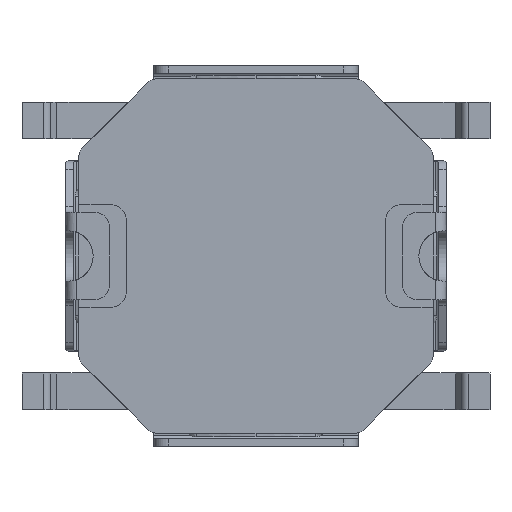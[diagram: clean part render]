
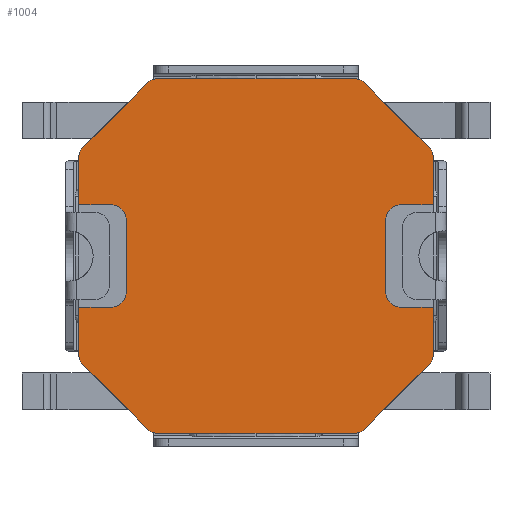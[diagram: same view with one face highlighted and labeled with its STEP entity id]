
A CAD part, front view. The second image highlights one B-rep face of the part: STEP entity #1004.
In plain terms, the highlighted planar face has unit normal (0, -1, 0).
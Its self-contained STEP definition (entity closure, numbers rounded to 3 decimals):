
#1004=ADVANCED_FACE('NONE',(#2062),#2063,.T.);
#2062=FACE_OUTER_BOUND('',#3288,.T.);
#2063=PLANE('',#3289);
#3288=EDGE_LOOP('',(#6176,#6177,#6178,#6179,#6180,#6181,#6182,#6183,#6184,#6185,#6186,#6187,#6188,#6189,#6190,#6191,#6192,#6193,#6194,#6195,#6196,#6197,#6198,#6199,#6200,#6201,#6202,#6203));
#3289=AXIS2_PLACEMENT_3D('',#6204,#6205,#6206);
#6176=ORIENTED_EDGE('',*,*,#7810,.F.);
#6177=ORIENTED_EDGE('',*,*,#7798,.T.);
#6178=ORIENTED_EDGE('',*,*,#7794,.T.);
#6179=ORIENTED_EDGE('',*,*,#7790,.T.);
#6180=ORIENTED_EDGE('',*,*,#7702,.F.);
#6181=ORIENTED_EDGE('',*,*,#7707,.F.);
#6182=ORIENTED_EDGE('',*,*,#7811,.T.);
#6183=ORIENTED_EDGE('',*,*,#7716,.T.);
#6184=ORIENTED_EDGE('',*,*,#7812,.T.);
#6185=ORIENTED_EDGE('',*,*,#7712,.T.);
#6186=ORIENTED_EDGE('',*,*,#7813,.T.);
#6187=ORIENTED_EDGE('',*,*,#7676,.F.);
#6188=ORIENTED_EDGE('',*,*,#7814,.F.);
#6189=ORIENTED_EDGE('',*,*,#7680,.F.);
#6190=ORIENTED_EDGE('',*,*,#7815,.F.);
#6191=ORIENTED_EDGE('',*,*,#7670,.T.);
#6192=ORIENTED_EDGE('',*,*,#7665,.T.);
#6193=ORIENTED_EDGE('',*,*,#7741,.F.);
#6194=ORIENTED_EDGE('',*,*,#7745,.F.);
#6195=ORIENTED_EDGE('',*,*,#7749,.F.);
#6196=ORIENTED_EDGE('',*,*,#7816,.T.);
#6197=ORIENTED_EDGE('',*,*,#7758,.T.);
#6198=ORIENTED_EDGE('',*,*,#7817,.T.);
#6199=ORIENTED_EDGE('',*,*,#7754,.T.);
#6200=ORIENTED_EDGE('',*,*,#7818,.F.);
#6201=ORIENTED_EDGE('',*,*,#7804,.F.);
#6202=ORIENTED_EDGE('',*,*,#7819,.F.);
#6203=ORIENTED_EDGE('',*,*,#7808,.F.);
#6204=CARTESIAN_POINT('',(1.346,0.0,-2.225));
#6205=DIRECTION('',(0.0,-1.0,0.0));
#6206=DIRECTION('',(0.0,0.0,-1.0));
#7665=EDGE_CURVE('NONE',#9309,#9310,#9311,.T.);
#7670=EDGE_CURVE('NONE',#9318,#9309,#9319,.T.);
#7676=EDGE_CURVE('NONE',#9326,#9324,#9328,.T.);
#7680=EDGE_CURVE('NONE',#9332,#9330,#9334,.T.);
#7702=EDGE_CURVE('NONE',#9367,#9368,#9369,.T.);
#7707=EDGE_CURVE('NONE',#9376,#9367,#9377,.T.);
#7712=EDGE_CURVE('NONE',#9384,#9382,#9385,.T.);
#7716=EDGE_CURVE('NONE',#9390,#9388,#9391,.T.);
#7741=EDGE_CURVE('NONE',#9428,#9310,#9429,.T.);
#7745=EDGE_CURVE('NONE',#9434,#9428,#9435,.T.);
#7749=EDGE_CURVE('NONE',#9440,#9434,#9441,.T.);
#7754=EDGE_CURVE('NONE',#9448,#9446,#9449,.T.);
#7758=EDGE_CURVE('NONE',#9454,#9452,#9455,.T.);
#7790=EDGE_CURVE('NONE',#9502,#9368,#9503,.T.);
#7794=EDGE_CURVE('NONE',#9508,#9502,#9509,.T.);
#7798=EDGE_CURVE('NONE',#9514,#9508,#9515,.T.);
#7804=EDGE_CURVE('NONE',#9522,#9520,#9524,.T.);
#7808=EDGE_CURVE('NONE',#9528,#9526,#9530,.T.);
#7810=EDGE_CURVE('NONE',#9514,#9528,#9532,.T.);
#7811=EDGE_CURVE('NONE',#9376,#9390,#9533,.T.);
#7812=EDGE_CURVE('NONE',#9388,#9384,#9534,.T.);
#7813=EDGE_CURVE('NONE',#9382,#9324,#9535,.T.);
#7814=EDGE_CURVE('NONE',#9330,#9326,#9536,.T.);
#7815=EDGE_CURVE('NONE',#9318,#9332,#9537,.T.);
#7816=EDGE_CURVE('NONE',#9440,#9454,#9538,.T.);
#7817=EDGE_CURVE('NONE',#9452,#9448,#9539,.T.);
#7818=EDGE_CURVE('NONE',#9520,#9446,#9540,.T.);
#7819=EDGE_CURVE('NONE',#9526,#9522,#9541,.T.);
#9309=VERTEX_POINT('NONE',#11699);
#9310=VERTEX_POINT('NONE',#11700);
#9311=CIRCLE('',#11701,0.2);
#9318=VERTEX_POINT('NONE',#11710);
#9319=LINE('',#11711,#11712);
#9324=VERTEX_POINT('NONE',#11719);
#9326=VERTEX_POINT('NONE',#11722);
#9328=CIRCLE('',#11725,0.2);
#9330=VERTEX_POINT('NONE',#11727);
#9332=VERTEX_POINT('NONE',#11730);
#9334=CIRCLE('',#11733,0.2);
#9367=VERTEX_POINT('NONE',#11774);
#9368=VERTEX_POINT('NONE',#11775);
#9369=CIRCLE('',#11776,0.2);
#9376=VERTEX_POINT('NONE',#11785);
#9377=LINE('',#11786,#11787);
#9382=VERTEX_POINT('NONE',#11794);
#9384=VERTEX_POINT('NONE',#11797);
#9385=CIRCLE('',#11798,0.2);
#9388=VERTEX_POINT('NONE',#11802);
#9390=VERTEX_POINT('NONE',#11805);
#9391=CIRCLE('',#11806,0.2);
#9428=VERTEX_POINT('NONE',#11853);
#9429=LINE('',#11854,#11855);
#9434=VERTEX_POINT('NONE',#11862);
#9435=CIRCLE('',#11863,0.2);
#9440=VERTEX_POINT('NONE',#11869);
#9441=LINE('',#11870,#11871);
#9446=VERTEX_POINT('NONE',#11878);
#9448=VERTEX_POINT('NONE',#11881);
#9449=CIRCLE('',#11882,0.2);
#9452=VERTEX_POINT('NONE',#11886);
#9454=VERTEX_POINT('NONE',#11889);
#9455=CIRCLE('',#11890,0.2);
#9502=VERTEX_POINT('NONE',#11953);
#9503=LINE('',#11954,#11955);
#9508=VERTEX_POINT('NONE',#11962);
#9509=CIRCLE('',#11963,0.2);
#9514=VERTEX_POINT('NONE',#11969);
#9515=LINE('',#11970,#11971);
#9520=VERTEX_POINT('NONE',#11978);
#9522=VERTEX_POINT('NONE',#11981);
#9524=CIRCLE('',#11984,0.2);
#9526=VERTEX_POINT('NONE',#11986);
#9528=VERTEX_POINT('NONE',#11989);
#9530=CIRCLE('',#11992,0.2);
#9532=LINE('',#11994,#11995);
#9533=LINE('',#11996,#11997);
#9534=LINE('',#11998,#11999);
#9535=LINE('',#12000,#12001);
#9536=LINE('',#12002,#12003);
#9537=LINE('',#12004,#12005);
#9538=LINE('',#12006,#12007);
#9539=LINE('',#12008,#12009);
#9540=LINE('',#12010,#12011);
#9541=LINE('',#12012,#12013);
#11699=CARTESIAN_POINT('',(-1.975,0.0,0.7));
#11700=CARTESIAN_POINT('',(-1.775,0.0,0.5));
#11701=AXIS2_PLACEMENT_3D('',#13356,#13357,#13358);
#11710=CARTESIAN_POINT('',(-2.425,0.0,0.7));
#11711=CARTESIAN_POINT('',(-1.975,0.0,0.7));
#11712=VECTOR('',#13364,1000.0);
#11719=CARTESIAN_POINT('',(-1.346,0.0,2.425));
#11722=CARTESIAN_POINT('',(-1.487,0.0,2.366));
#11725=AXIS2_PLACEMENT_3D('',#13369,#13370,#13371);
#11727=CARTESIAN_POINT('',(-2.366,0.0,1.487));
#11730=CARTESIAN_POINT('',(-2.425,0.0,1.346));
#11733=AXIS2_PLACEMENT_3D('',#13374,#13375,#13376);
#11774=CARTESIAN_POINT('',(1.975,0.0,0.7));
#11775=CARTESIAN_POINT('',(1.775,0.0,0.5));
#11776=AXIS2_PLACEMENT_3D('',#13409,#13410,#13411);
#11785=CARTESIAN_POINT('',(2.425,0.0,0.7));
#11786=CARTESIAN_POINT('',(1.975,0.0,0.7));
#11787=VECTOR('',#13417,1000.0);
#11794=CARTESIAN_POINT('',(1.346,0.0,2.425));
#11797=CARTESIAN_POINT('',(1.487,0.0,2.366));
#11798=AXIS2_PLACEMENT_3D('',#13421,#13422,#13423);
#11802=CARTESIAN_POINT('',(2.366,0.0,1.487));
#11805=CARTESIAN_POINT('',(2.425,0.0,1.346));
#11806=AXIS2_PLACEMENT_3D('',#13426,#13427,#13428);
#11853=CARTESIAN_POINT('',(-1.775,0.0,-0.5));
#11854=CARTESIAN_POINT('',(-1.775,0.0,0.));
#11855=VECTOR('',#13463,1000.0);
#11862=CARTESIAN_POINT('',(-1.975,0.0,-0.7));
#11863=AXIS2_PLACEMENT_3D('',#13466,#13467,#13468);
#11869=CARTESIAN_POINT('',(-2.425,0.0,-0.7));
#11870=CARTESIAN_POINT('',(-1.975,0.0,-0.7));
#11871=VECTOR('',#13473,1000.0);
#11878=CARTESIAN_POINT('',(-1.346,0.0,-2.425));
#11881=CARTESIAN_POINT('',(-1.487,0.0,-2.366));
#11882=AXIS2_PLACEMENT_3D('',#13477,#13478,#13479);
#11886=CARTESIAN_POINT('',(-2.366,0.0,-1.487));
#11889=CARTESIAN_POINT('',(-2.425,0.0,-1.346));
#11890=AXIS2_PLACEMENT_3D('',#13482,#13483,#13484);
#11953=CARTESIAN_POINT('',(1.775,0.0,-0.5));
#11954=CARTESIAN_POINT('',(1.775,0.0,0.));
#11955=VECTOR('',#13525,1000.0);
#11962=CARTESIAN_POINT('',(1.975,0.0,-0.7));
#11963=AXIS2_PLACEMENT_3D('',#13528,#13529,#13530);
#11969=CARTESIAN_POINT('',(2.425,0.0,-0.7));
#11970=CARTESIAN_POINT('',(1.975,0.0,-0.7));
#11971=VECTOR('',#13535,1000.0);
#11978=CARTESIAN_POINT('',(1.346,0.0,-2.425));
#11981=CARTESIAN_POINT('',(1.487,0.0,-2.366));
#11984=AXIS2_PLACEMENT_3D('',#13540,#13541,#13542);
#11986=CARTESIAN_POINT('',(2.366,0.0,-1.487));
#11989=CARTESIAN_POINT('',(2.425,0.0,-1.346));
#11992=AXIS2_PLACEMENT_3D('',#13545,#13546,#13547);
#11994=CARTESIAN_POINT('',(2.425,0.0,-1.346));
#11995=VECTOR('',#13548,1000.0);
#11996=CARTESIAN_POINT('',(2.425,0.0,1.346));
#11997=VECTOR('',#13549,1000.0);
#11998=CARTESIAN_POINT('',(1.487,0.0,2.366));
#11999=VECTOR('',#13550,1000.0);
#12000=CARTESIAN_POINT('',(0.0,0.0,2.425));
#12001=VECTOR('',#13551,1000.0);
#12002=CARTESIAN_POINT('',(-1.487,0.0,2.366));
#12003=VECTOR('',#13552,1000.0);
#12004=CARTESIAN_POINT('',(-2.425,0.0,1.346));
#12005=VECTOR('',#13553,1000.0);
#12006=CARTESIAN_POINT('',(-2.425,0.0,-1.346));
#12007=VECTOR('',#13554,1000.0);
#12008=CARTESIAN_POINT('',(-1.487,0.0,-2.366));
#12009=VECTOR('',#13555,1000.0);
#12010=CARTESIAN_POINT('',(0.0,0.0,-2.425));
#12011=VECTOR('',#13556,1000.0);
#12012=CARTESIAN_POINT('',(1.487,0.0,-2.366));
#12013=VECTOR('',#13557,1000.0);
#13356=CARTESIAN_POINT('',(-1.975,0.0,0.5));
#13357=DIRECTION('',(0.0,1.0,0.0));
#13358=DIRECTION('',(0.0,0.0,1.0));
#13364=DIRECTION('',(1.0,0.0,0.0));
#13369=CARTESIAN_POINT('',(-1.346,0.0,2.225));
#13370=DIRECTION('',(0.0,1.0,0.0));
#13371=DIRECTION('',(0.0,0.0,1.0));
#13374=CARTESIAN_POINT('',(-2.225,0.0,1.346));
#13375=DIRECTION('',(0.0,1.0,0.0));
#13376=DIRECTION('',(0.0,0.0,1.0));
#13409=CARTESIAN_POINT('',(1.975,0.0,0.5));
#13410=DIRECTION('',(0.0,-1.0,0.0));
#13411=DIRECTION('',(0.0,0.0,1.0));
#13417=DIRECTION('',(-1.0,0.0,0.0));
#13421=CARTESIAN_POINT('',(1.346,0.0,2.225));
#13422=DIRECTION('',(0.0,-1.0,0.0));
#13423=DIRECTION('',(0.0,0.0,1.0));
#13426=CARTESIAN_POINT('',(2.225,0.0,1.346));
#13427=DIRECTION('',(0.0,-1.0,0.0));
#13428=DIRECTION('',(0.0,0.0,1.0));
#13463=DIRECTION('',(0.0,0.0,1.0));
#13466=CARTESIAN_POINT('',(-1.975,0.0,-0.5));
#13467=DIRECTION('',(0.0,-1.0,0.0));
#13468=DIRECTION('',(0.0,0.0,-1.0));
#13473=DIRECTION('',(1.0,0.0,0.0));
#13477=CARTESIAN_POINT('',(-1.346,0.0,-2.225));
#13478=DIRECTION('',(0.0,-1.0,0.0));
#13479=DIRECTION('',(0.0,0.0,-1.0));
#13482=CARTESIAN_POINT('',(-2.225,0.0,-1.346));
#13483=DIRECTION('',(0.0,-1.0,0.0));
#13484=DIRECTION('',(0.0,0.0,-1.0));
#13525=DIRECTION('',(0.0,0.0,1.0));
#13528=CARTESIAN_POINT('',(1.975,0.0,-0.5));
#13529=DIRECTION('',(0.0,1.0,0.0));
#13530=DIRECTION('',(0.0,0.0,-1.0));
#13535=DIRECTION('',(-1.0,0.0,0.0));
#13540=CARTESIAN_POINT('',(1.346,0.0,-2.225));
#13541=DIRECTION('',(0.0,1.0,0.0));
#13542=DIRECTION('',(0.0,0.0,-1.0));
#13545=CARTESIAN_POINT('',(2.225,0.0,-1.346));
#13546=DIRECTION('',(0.0,1.0,0.0));
#13547=DIRECTION('',(0.0,0.0,-1.0));
#13548=DIRECTION('',(0.0,0.0,-1.0));
#13549=DIRECTION('',(0.0,0.0,1.0));
#13550=DIRECTION('',(-0.707,0.0,0.707));
#13551=DIRECTION('',(-1.0,0.0,0.0));
#13552=DIRECTION('',(0.707,0.0,0.707));
#13553=DIRECTION('',(0.0,0.0,1.0));
#13554=DIRECTION('',(0.0,0.0,-1.0));
#13555=DIRECTION('',(0.707,0.0,-0.707));
#13556=DIRECTION('',(-1.0,0.0,0.0));
#13557=DIRECTION('',(-0.707,0.0,-0.707));
